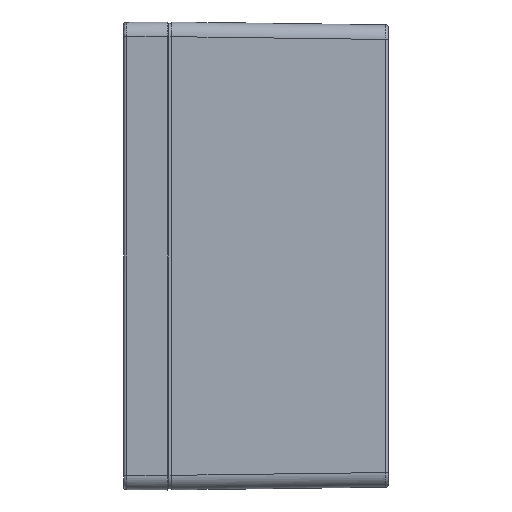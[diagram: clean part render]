
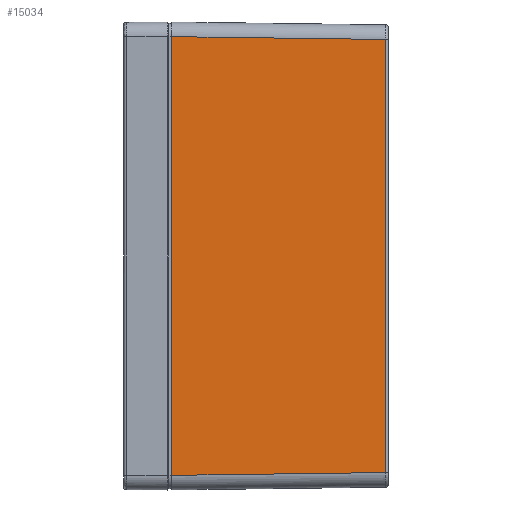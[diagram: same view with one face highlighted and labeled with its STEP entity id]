
A CAD part, left-side view. The second image highlights one B-rep face of the part: STEP entity #15034.
In plain terms, the highlighted planar face has unit normal (-1, -0.013, 0).
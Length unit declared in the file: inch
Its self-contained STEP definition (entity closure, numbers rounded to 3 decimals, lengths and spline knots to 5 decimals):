
#1032 = VECTOR ( 'NONE', #46634, 39.37008 ) ;
#1552 = DIRECTION ( 'NONE',  ( 0., 0., -1. ) ) ;
#1637 = LINE ( 'NONE', #34304, #1032 ) ;
#2195 = VECTOR ( 'NONE', #35256, 39.37008 ) ;
#2833 = CARTESIAN_POINT ( 'NONE',  ( -0.50043, -0.03937, -0.47743 ) ) ;
#6909 = ORIENTED_EDGE ( 'NONE', *, *, #11901, .F. ) ;
#7744 = DIRECTION ( 'NONE',  ( -0.013, 1., 0. ) ) ;
#8024 = CARTESIAN_POINT ( 'NONE',  ( -0.50095, 0., -0.47743 ) ) ;
#8924 = ORIENTED_EDGE ( 'NONE', *, *, #20718, .F. ) ;
#9572 = CARTESIAN_POINT ( 'NONE',  ( -0.4628, -2.9139, 5.58681 ) ) ;
#11901 = EDGE_CURVE ( 'NONE', #24406, #24213, #21898, .T. ) ;
#12174 = AXIS2_PLACEMENT_3D ( 'NONE', #8024, #24114, #7744 ) ;
#12825 = CARTESIAN_POINT ( 'NONE',  ( -0.4628, -2.9139, 1.09738 ) ) ;
#14380 = VERTEX_POINT ( 'NONE', #14528 ) ;
#14528 = CARTESIAN_POINT ( 'NONE',  ( -0.50043, -0.03937, -0.28008 ) ) ;
#15034 = ADVANCED_FACE ( 'NONE', ( #20601 ), #44461, .T. ) ;
#16256 = CARTESIAN_POINT ( 'NONE',  ( -0.4628, -2.9139, -0.24245 ) ) ;
#18672 = EDGE_CURVE ( 'NONE', #24406, #28618, #46284, .T. ) ;
#20601 = FACE_OUTER_BOUND ( 'NONE', #47153, .T. ) ;
#20718 = EDGE_CURVE ( 'NONE', #24213, #14380, #1637, .T. ) ;
#21898 = LINE ( 'NONE', #12825, #51146 ) ;
#23764 = ORIENTED_EDGE ( 'NONE', *, *, #18672, .T. ) ;
#24114 = DIRECTION ( 'NONE',  ( -1., -0.013, 0. ) ) ;
#24213 = VERTEX_POINT ( 'NONE', #16256 ) ;
#24406 = VERTEX_POINT ( 'NONE', #34189 ) ;
#24448 = CARTESIAN_POINT ( 'NONE',  ( -0.50043, -0.03937, 5.62444 ) ) ;
#25940 = DIRECTION ( 'NONE',  ( -0.013, 1., 0.013 ) ) ;
#28618 = VERTEX_POINT ( 'NONE', #24448 ) ;
#29496 = EDGE_CURVE ( 'NONE', #28618, #14380, #31227, .T. ) ;
#30227 = VECTOR ( 'NONE', #25940, 39.37008 ) ;
#31227 = LINE ( 'NONE', #2833, #2195 ) ;
#34189 = CARTESIAN_POINT ( 'NONE',  ( -0.4628, -2.9139, 5.58681 ) ) ;
#34304 = CARTESIAN_POINT ( 'NONE',  ( -0.50044, -0.03864, -0.28009 ) ) ;
#35256 = DIRECTION ( 'NONE',  ( 0., 0., -1. ) ) ;
#44461 = PLANE ( 'NONE',  #12174 ) ;
#46284 = LINE ( 'NONE', #9572, #30227 ) ;
#46634 = DIRECTION ( 'NONE',  ( -0.013, 1., -0.013 ) ) ;
#47153 = EDGE_LOOP ( 'NONE', ( #6909, #23764, #49452, #8924 ) ) ;
#49452 = ORIENTED_EDGE ( 'NONE', *, *, #29496, .T. ) ;
#51146 = VECTOR ( 'NONE', #1552, 39.37008 ) ;
